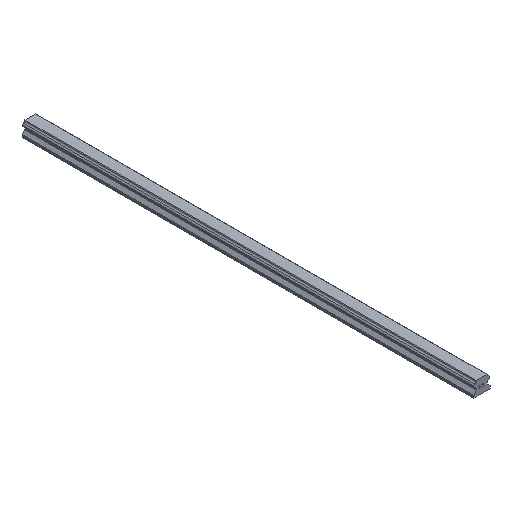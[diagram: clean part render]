
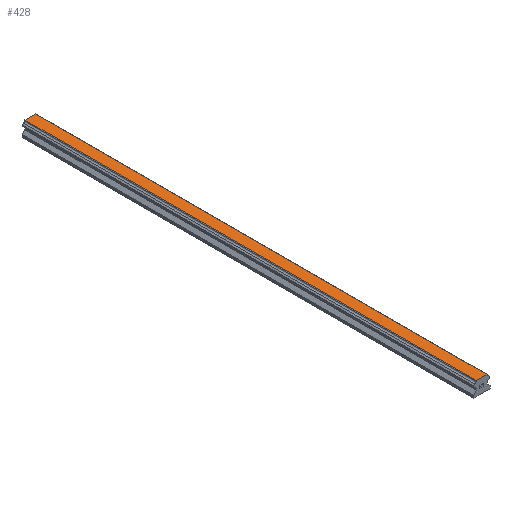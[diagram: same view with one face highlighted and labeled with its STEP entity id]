
A CAD part, isometric view. The second image highlights one B-rep face of the part: STEP entity #428.
In plain terms, the highlighted planar face has unit normal (0, 0, 1).
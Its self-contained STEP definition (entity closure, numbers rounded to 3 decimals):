
#428=ADVANCED_FACE('',(#881),#882,.T.);
#881=FACE_OUTER_BOUND('',#1340,.T.);
#882=PLANE('',#1341);
#1340=EDGE_LOOP('',(#2580,#2581,#2582,#2583));
#1341=AXIS2_PLACEMENT_3D('',#2584,#2585,#2586);
#2580=ORIENTED_EDGE('',*,*,#3094,.T.);
#2581=ORIENTED_EDGE('',*,*,#3192,.F.);
#2582=ORIENTED_EDGE('',*,*,#2975,.T.);
#2583=ORIENTED_EDGE('',*,*,#3190,.T.);
#2584=CARTESIAN_POINT('',(7.2,1225.0,38.));
#2585=DIRECTION('',(0.0,0.0,1.0));
#2586=DIRECTION('',(-1.0,0.0,0.0));
#2975=EDGE_CURVE('',#3643,#3641,#3644,.T.);
#3094=EDGE_CURVE('',#3836,#3834,#3837,.T.);
#3190=EDGE_CURVE('',#3641,#3836,#3947,.T.);
#3192=EDGE_CURVE('',#3643,#3834,#3949,.T.);
#3641=VERTEX_POINT('',#4573);
#3643=VERTEX_POINT('',#4576);
#3644=LINE('',#4577,#4578);
#3834=VERTEX_POINT('',#4857);
#3836=VERTEX_POINT('',#4860);
#3837=LINE('',#4861,#4862);
#3947=LINE('',#5001,#5002);
#3949=LINE('',#5004,#5005);
#4573=CARTESIAN_POINT('',(-14.4,1225.0,38.));
#4576=CARTESIAN_POINT('',(14.4,1225.0,38.));
#4577=CARTESIAN_POINT('',(14.4,1225.0,38.));
#4578=VECTOR('',#5304,1.0);
#4857=CARTESIAN_POINT('',(14.4,0.0,38.));
#4860=CARTESIAN_POINT('',(-14.4,0.0,38.));
#4861=CARTESIAN_POINT('',(0.0,0.0,38.));
#4862=VECTOR('',#5407,1.0);
#5001=CARTESIAN_POINT('',(-14.4,1225.0,38.));
#5002=VECTOR('',#5515,1.0);
#5004=CARTESIAN_POINT('',(14.4,1225.0,38.));
#5005=VECTOR('',#5516,1.0);
#5304=DIRECTION('',(-1.0,0.0,0.0));
#5407=DIRECTION('',(1.0,0.0,0.0));
#5515=DIRECTION('',(0.0,-1.0,0.0));
#5516=DIRECTION('',(0.0,-1.0,0.0));
